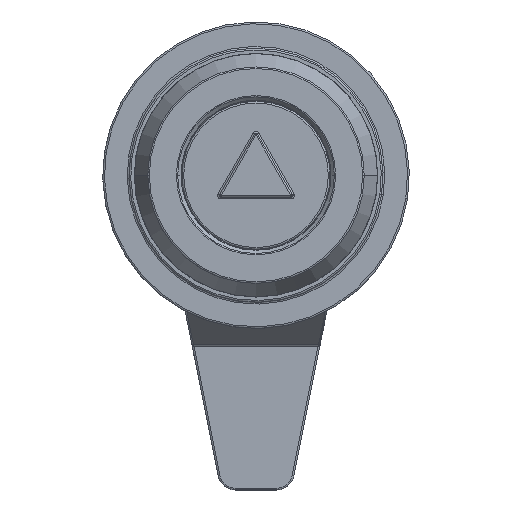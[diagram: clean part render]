
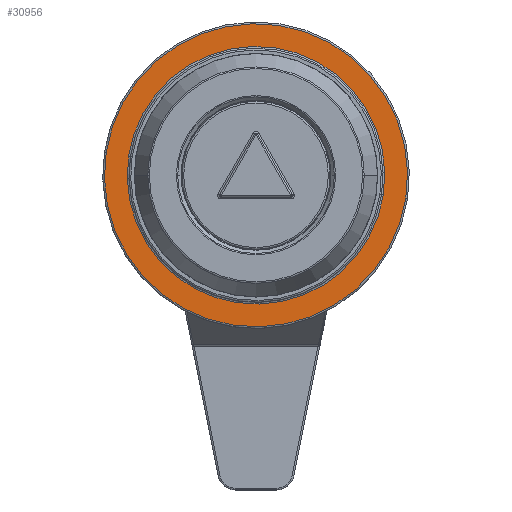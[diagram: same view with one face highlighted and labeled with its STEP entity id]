
A CAD part, top view. The second image highlights one B-rep face of the part: STEP entity #30956.
In plain terms, the highlighted planar face has unit normal (0, 0, 1).
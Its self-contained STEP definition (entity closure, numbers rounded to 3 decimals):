
#29916 = CARTESIAN_POINT ( 'NONE',  ( -14.7, 0., 1.2 ) ) ;
#29994 = DIRECTION ( 'NONE',  ( 1., 0., 0. ) ) ;
#29995 = DIRECTION ( 'NONE',  ( 0., 0., -1. ) ) ;
#29996 = CARTESIAN_POINT ( 'NONE',  ( 0., 0., 1.2 ) ) ;
#30005 = CIRCLE ( 'NONE', #30006, 14.7 ) ;
#30006 = AXIS2_PLACEMENT_3D ( 'NONE', #29996, #29995, #29994 ) ;
#30030 = CARTESIAN_POINT ( 'NONE',  ( 14.7, 0., 1.2 ) ) ;
#30193 = CIRCLE ( 'NONE', #30229, 17.3 ) ;
#30226 = DIRECTION ( 'NONE',  ( 1., 0., 0. ) ) ;
#30227 = DIRECTION ( 'NONE',  ( 0., 0., 1. ) ) ;
#30228 = CARTESIAN_POINT ( 'NONE',  ( 0., 0., 1.2 ) ) ;
#30229 = AXIS2_PLACEMENT_3D ( 'NONE', #30228, #30227, #30226 ) ;
#30231 = CARTESIAN_POINT ( 'NONE',  ( 17.3, 0., 1.2 ) ) ;
#30266 = CARTESIAN_POINT ( 'NONE',  ( -17.3, 0., 1.2 ) ) ;
#30362 = DIRECTION ( 'NONE',  ( 0., 0., 1. ) ) ;
#30363 = CARTESIAN_POINT ( 'NONE',  ( 0., 0., 1.2 ) ) ;
#30366 = DIRECTION ( 'NONE',  ( 1., 0., 0. ) ) ;
#30367 = DIRECTION ( 'NONE',  ( 0., 0., -1. ) ) ;
#30368 = CARTESIAN_POINT ( 'NONE',  ( 0., 0., 1.2 ) ) ;
#30369 = AXIS2_PLACEMENT_3D ( 'NONE', #30368, #30367, #30366 ) ;
#30371 = FACE_BOUND ( 'NONE', #30957, .T. ) ;
#30381 = CIRCLE ( 'NONE', #30369, 14.7 ) ;
#30402 = DIRECTION ( 'NONE',  ( 1., 0., 0. ) ) ;
#30403 = DIRECTION ( 'NONE',  ( 0., 0., 1. ) ) ;
#30404 = AXIS2_PLACEMENT_3D ( 'NONE', #30414, #30403, #30402 ) ;
#30409 = DIRECTION ( 'NONE',  ( 1., 0., 0. ) ) ;
#30411 = CIRCLE ( 'NONE', #30404, 17.3 ) ;
#30414 = CARTESIAN_POINT ( 'NONE',  ( 0., 0., 1.2 ) ) ;
#30423 = AXIS2_PLACEMENT_3D ( 'NONE', #30363, #30362, #30409 ) ;
#30424 = PLANE ( 'NONE',  #30423 ) ;
#30428 = FACE_OUTER_BOUND ( 'NONE', #30930, .T. ) ;
#30720 = VERTEX_POINT ( 'NONE', #29916 ) ;
#30761 = EDGE_CURVE ( 'NONE', #30773, #30720, #30005, .T. ) ;
#30773 = VERTEX_POINT ( 'NONE', #30030 ) ;
#30855 = EDGE_CURVE ( 'NONE', #30857, #30876, #30193, .T. ) ;
#30857 = VERTEX_POINT ( 'NONE', #30231 ) ;
#30876 = VERTEX_POINT ( 'NONE', #30266 ) ;
#30928 = ORIENTED_EDGE ( 'NONE', *, *, #30855, .T. ) ;
#30930 = EDGE_LOOP ( 'NONE', ( #30928, #30944 ) ) ;
#30944 = ORIENTED_EDGE ( 'NONE', *, *, #30959, .T. ) ;
#30947 = EDGE_CURVE ( 'NONE', #30720, #30773, #30381, .T. ) ;
#30956 = ADVANCED_FACE ( 'NONE', ( #30428, #30371 ), #30424, .T. ) ;
#30957 = EDGE_LOOP ( 'NONE', ( #30958, #30965 ) ) ;
#30958 = ORIENTED_EDGE ( 'NONE', *, *, #30761, .T. ) ;
#30959 = EDGE_CURVE ( 'NONE', #30876, #30857, #30411, .T. ) ;
#30965 = ORIENTED_EDGE ( 'NONE', *, *, #30947, .T. ) ;
